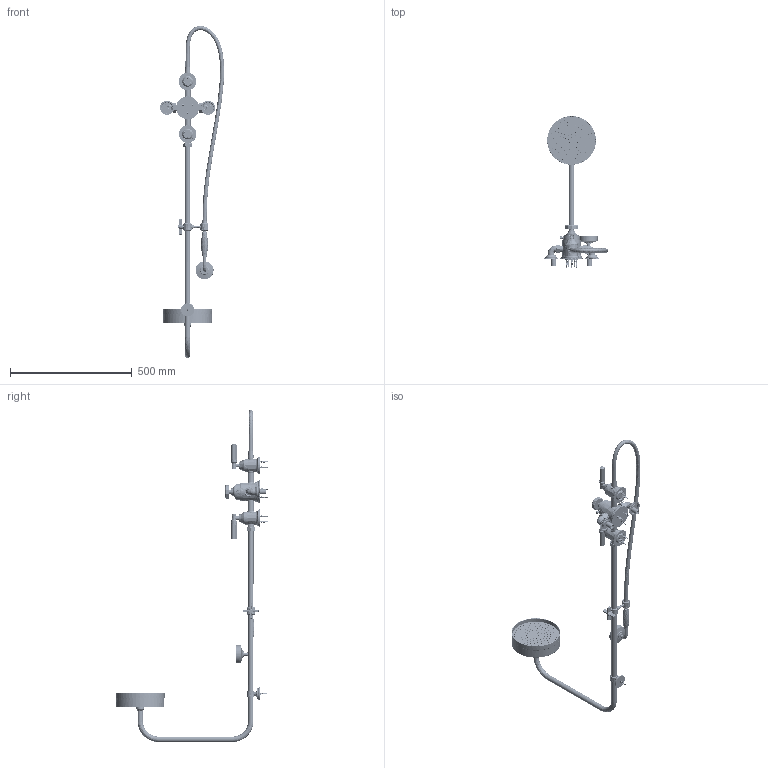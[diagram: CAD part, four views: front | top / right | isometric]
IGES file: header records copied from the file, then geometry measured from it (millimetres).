
Global section: file name: V6K6DL; native system: Autodesk Inventor 2014; preprocessor: unknown; author: adaniels; date: 20131128.075731; units: millimetre
Bounding box: 263.28 x 625.1 x 1362.8 mm (x, y, z)
Volume: 2844074.1 mm3; surface area: 893878.2 mm2
Topology: 174 solids, 183 shells, 9023 faces, 24026 edges, 15965 vertices
Faces by surface type: bspline 9023
